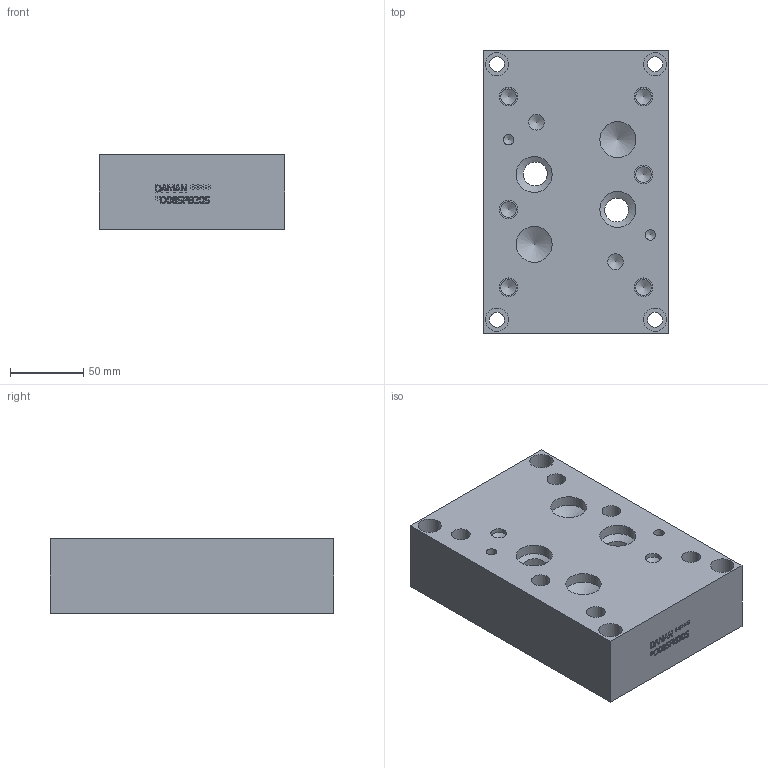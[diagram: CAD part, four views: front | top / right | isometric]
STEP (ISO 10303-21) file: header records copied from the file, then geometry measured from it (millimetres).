
FILE_DESCRIPTION(/* description */ (''),/* implementation_level */ '2;1');
FILE_NAME(/* name */ '_D08SPB20S.stp',/* time_stamp */ '2022-05-25T15:36:04-04:00',/* author */ ('bobbyh'),/* organization */ (''),/* preprocessor_version */ 'ST-DEVELOPER v18',/* originating_system */ 'Autodesk Inventor 2020',/* authorisation */ '');
FILE_SCHEMA (('AUTOMOTIVE_DESIGN { 1 0 10303 214 3 1 1 }'));
Length unit declared in the file: millimetre
Products named in the file (1): Part_DD08SPB20P_3D
Bounding box: 127 x 193.68 x 50.8 mm (x, y, z)
Volume: 972526.4 mm3; surface area: 119703.4 mm2
Topology: 1 solids, 1 shells, 549 faces, 1497 edges, 1012 vertices
Faces by surface type: plane 307, bspline 146, cylinder 58, cone 38
Full cylindrical faces by diameter (mm): 7.137 x2, 10.312 x4, 10.719 x8, 12.294 x2, 12.7 x6, 12.9 x2, 14.275 x2, 14.529 x2, 15.875 x4, 24.587 x4, 25.019 x2, 38.1 x4, 39.218 x4, 41.28 x4, 41.758 x4, 58.572 x4
Entity records: 18575 total; most frequent: CARTESIAN_POINT 5015, ORIENTED_EDGE 2962, DIRECTION 2203, EDGE_CURVE 1481, VERTEX_POINT 1012, LINE 971, VECTOR 971, EDGE_LOOP 639
